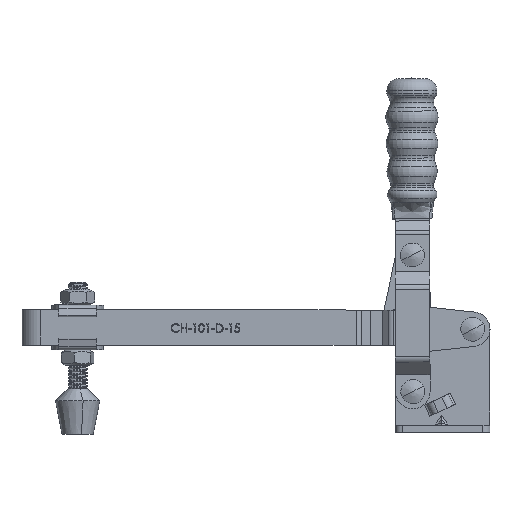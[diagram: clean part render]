
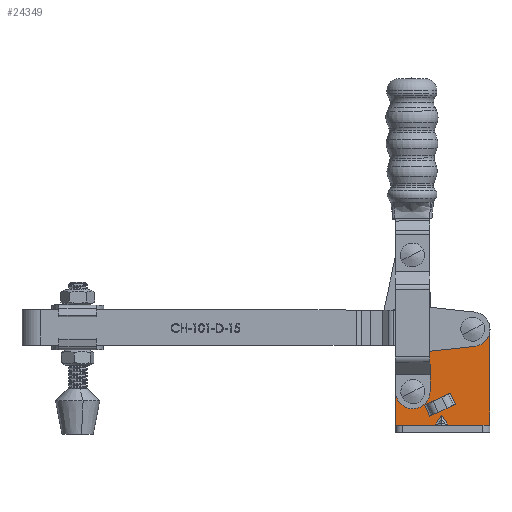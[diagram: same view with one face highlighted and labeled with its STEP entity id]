
A CAD part, top view. The second image highlights one B-rep face of the part: STEP entity #24349.
In plain terms, the highlighted planar face has unit normal (0, 0, 1).
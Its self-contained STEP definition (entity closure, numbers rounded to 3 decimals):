
#5639 = CARTESIAN_POINT ( 'NONE',  ( -4., 43., 3. ) ) ;
#5640 = CARTESIAN_POINT ( 'NONE',  ( -10.4, 43., 3. ) ) ;
#5641 = DIRECTION ( 'NONE',  ( 1., 0., 0. ) ) ;
#5642 = DIRECTION ( 'NONE',  ( 0., 0., 1. ) ) ;
#5643 = CARTESIAN_POINT ( 'NONE',  ( -7.2, 43., 3. ) ) ;
#5644 = AXIS2_PLACEMENT_3D ( 'NONE', #5643, #5642, #5641 ) ;
#5645 = CIRCLE ( 'NONE', #5644, 3.2 ) ;
#5670 = CARTESIAN_POINT ( 'NONE',  ( -29., 17., 3. ) ) ;
#5671 = CARTESIAN_POINT ( 'NONE',  ( -35.4, 17., 3. ) ) ;
#5672 = DIRECTION ( 'NONE',  ( 1., 0., 0. ) ) ;
#5673 = DIRECTION ( 'NONE',  ( 0., 0., 1. ) ) ;
#5674 = CARTESIAN_POINT ( 'NONE',  ( -32.2, 17., 3. ) ) ;
#5675 = AXIS2_PLACEMENT_3D ( 'NONE', #5674, #5673, #5672 ) ;
#5676 = CIRCLE ( 'NONE', #5675, 3.2 ) ;
#5679 = CARTESIAN_POINT ( 'NONE',  ( -39.4, 3., 3. ) ) ;
#5680 = CARTESIAN_POINT ( 'NONE',  ( -23.028, 3., 3. ) ) ;
#5681 = DIRECTION ( 'NONE',  ( -1., 0., 0. ) ) ;
#5682 = VECTOR ( 'NONE', #5681, 1000. ) ;
#5683 = CARTESIAN_POINT ( 'NONE',  ( 0., 3., 3. ) ) ;
#5684 = LINE ( 'NONE', #5683, #5682 ) ;
#5685 = DIRECTION ( 'NONE',  ( 1., 0., 0. ) ) ;
#5686 = DIRECTION ( 'NONE',  ( 0., 0., 1. ) ) ;
#5687 = CARTESIAN_POINT ( 'NONE',  ( -7.2, 43., 3. ) ) ;
#5688 = AXIS2_PLACEMENT_3D ( 'NONE', #5687, #5686, #5685 ) ;
#5689 = CIRCLE ( 'NONE', #5688, 3.2 ) ;
#5690 = DIRECTION ( 'NONE',  ( 0., -1., 0. ) ) ;
#5691 = VECTOR ( 'NONE', #5690, 1000. ) ;
#5692 = CARTESIAN_POINT ( 'NONE',  ( -39.4, 0., 3. ) ) ;
#5693 = LINE ( 'NONE', #5692, #5691 ) ;
#5694 = CARTESIAN_POINT ( 'NONE',  ( -39.4, 17., 3. ) ) ;
#5695 = DIRECTION ( 'NONE',  ( 1., 0., 0. ) ) ;
#5696 = DIRECTION ( 'NONE',  ( 0., 0., 1. ) ) ;
#5697 = CARTESIAN_POINT ( 'NONE',  ( -32.2, 17., 3. ) ) ;
#5698 = AXIS2_PLACEMENT_3D ( 'NONE', #5697, #5696, #5695 ) ;
#5699 = CIRCLE ( 'NONE', #5698, 7.2 ) ;
#5700 = CARTESIAN_POINT ( 'NONE',  ( -37.39, 21.99, 3. ) ) ;
#5701 = DIRECTION ( 'NONE',  ( -0.693, -0.721, 0. ) ) ;
#5702 = VECTOR ( 'NONE', #5701, 1000. ) ;
#5703 = CARTESIAN_POINT ( 'NONE',  ( -37.39, 21.99, 3. ) ) ;
#5704 = LINE ( 'NONE', #5703, #5702 ) ;
#5709 = CARTESIAN_POINT ( 'NONE',  ( -12.39, 47.99, 3. ) ) ;
#5710 = CARTESIAN_POINT ( 'NONE',  ( -7.2, 43., 3. ) ) ;
#5711 = PLANE ( 'NONE',  #5771 ) ;
#5712 = FACE_BOUND ( 'NONE', #24326, .T. ) ;
#5713 = FACE_OUTER_BOUND ( 'NONE', #24329, .T. ) ;
#5714 = FACE_BOUND ( 'NONE', #24354, .T. ) ;
#5715 = FACE_BOUND ( 'NONE', #24350, .T. ) ;
#5730 = CARTESIAN_POINT ( 'NONE',  ( 0., 3., 3. ) ) ;
#5731 = DIRECTION ( 'NONE',  ( -1., 0., 0. ) ) ;
#5732 = VECTOR ( 'NONE', #5731, 1000. ) ;
#5733 = CARTESIAN_POINT ( 'NONE',  ( 0., 3., 3. ) ) ;
#5734 = LINE ( 'NONE', #5733, #5732 ) ;
#5735 = CARTESIAN_POINT ( 'NONE',  ( -17.372, 3., 3. ) ) ;
#5736 = DIRECTION ( 'NONE',  ( 0.577, -0.816, 0. ) ) ;
#5737 = VECTOR ( 'NONE', #5736, 1000. ) ;
#5738 = CARTESIAN_POINT ( 'NONE',  ( -18.229, 4.212, 3. ) ) ;
#5739 = LINE ( 'NONE', #5738, #5737 ) ;
#5740 = CARTESIAN_POINT ( 'NONE',  ( -20.2, 7., 3. ) ) ;
#5741 = DIRECTION ( 'NONE',  ( 0.577, 0.816, 0. ) ) ;
#5742 = VECTOR ( 'NONE', #5741, 1000. ) ;
#5743 = CARTESIAN_POINT ( 'NONE',  ( -20.671, 6.333, 3. ) ) ;
#5744 = LINE ( 'NONE', #5743, #5742 ) ;
#5765 = DIRECTION ( 'NONE',  ( 1., 0., 0. ) ) ;
#5766 = DIRECTION ( 'NONE',  ( 0., 0., 1. ) ) ;
#5767 = CARTESIAN_POINT ( 'NONE',  ( -32.2, 17., 3. ) ) ;
#5768 = AXIS2_PLACEMENT_3D ( 'NONE', #5767, #5766, #5765 ) ;
#5769 = DIRECTION ( 'NONE',  ( 1., 0., 0. ) ) ;
#5770 = DIRECTION ( 'NONE',  ( 0., 0., 1. ) ) ;
#5771 = AXIS2_PLACEMENT_3D ( 'NONE', #5710, #5770, #5769 ) ;
#5772 = CIRCLE ( 'NONE', #5768, 3.2 ) ;
#5806 = DIRECTION ( 'NONE',  ( -0.423, 0.906, 0. ) ) ;
#5807 = VECTOR ( 'NONE', #5806, 1000. ) ;
#5808 = CARTESIAN_POINT ( 'NONE',  ( -27.229, 11.374, 3. ) ) ;
#5809 = LINE ( 'NONE', #5808, #5807 ) ;
#5810 = CARTESIAN_POINT ( 'NONE',  ( -25.088, 6.781, 3. ) ) ;
#5811 = DIRECTION ( 'NONE',  ( 0.906, 0.423, 0. ) ) ;
#5812 = VECTOR ( 'NONE', #5811, 1000. ) ;
#5813 = CARTESIAN_POINT ( 'NONE',  ( -15.181, 11.401, 3. ) ) ;
#5814 = LINE ( 'NONE', #5813, #5812 ) ;
#5815 = CARTESIAN_POINT ( 'NONE',  ( -14.39, 11.77, 3. ) ) ;
#5816 = DIRECTION ( 'NONE',  ( 0.423, -0.906, 0. ) ) ;
#5817 = VECTOR ( 'NONE', #5816, 1000. ) ;
#5818 = CARTESIAN_POINT ( 'NONE',  ( -14.39, 11.77, 3. ) ) ;
#5819 = LINE ( 'NONE', #5818, #5817 ) ;
#5820 = CARTESIAN_POINT ( 'NONE',  ( -27.229, 11.374, 3. ) ) ;
#5821 = CARTESIAN_POINT ( 'NONE',  ( -16.531, 16.362, 3. ) ) ;
#5822 = DIRECTION ( 'NONE',  ( -0.906, -0.423, 0. ) ) ;
#5823 = VECTOR ( 'NONE', #5822, 1000. ) ;
#5824 = CARTESIAN_POINT ( 'NONE',  ( -26.438, 11.742, 3. ) ) ;
#5828 = LINE ( 'NONE', #5824, #5823 ) ;
#5853 = DIRECTION ( 'NONE',  ( 1., 0., 0. ) ) ;
#5854 = DIRECTION ( 'NONE',  ( 0., 0., 1. ) ) ;
#5855 = CARTESIAN_POINT ( 'NONE',  ( -7.2, 43., 3. ) ) ;
#5856 = AXIS2_PLACEMENT_3D ( 'NONE', #5855, #5854, #5853 ) ;
#5857 = CIRCLE ( 'NONE', #5856, 7.2 ) ;
#5858 = CARTESIAN_POINT ( 'NONE',  ( 0., 43., 3. ) ) ;
#5859 = DIRECTION ( 'NONE',  ( 0., 1., 0. ) ) ;
#5860 = VECTOR ( 'NONE', #5859, 1000. ) ;
#5861 = CARTESIAN_POINT ( 'NONE',  ( 0., 0., 3. ) ) ;
#5862 = LINE ( 'NONE', #5861, #5860 ) ;
#24282 = EDGE_CURVE ( 'NONE', #24283, #24284, #5645, .T. ) ;
#24283 = VERTEX_POINT ( 'NONE', #5640 ) ;
#24284 = VERTEX_POINT ( 'NONE', #5639 ) ;
#24300 = EDGE_CURVE ( 'NONE', #24301, #24302, #5676, .T. ) ;
#24301 = VERTEX_POINT ( 'NONE', #5671 ) ;
#24302 = VERTEX_POINT ( 'NONE', #5670 ) ;
#24317 = VERTEX_POINT ( 'NONE', #5709 ) ;
#24318 = ORIENTED_EDGE ( 'NONE', *, *, #24319, .T. ) ;
#24319 = EDGE_CURVE ( 'NONE', #24317, #24320, #5704, .T. ) ;
#24320 = VERTEX_POINT ( 'NONE', #5700 ) ;
#24321 = ORIENTED_EDGE ( 'NONE', *, *, #24322, .T. ) ;
#24322 = EDGE_CURVE ( 'NONE', #24320, #24323, #5699, .T. ) ;
#24323 = VERTEX_POINT ( 'NONE', #5694 ) ;
#24324 = ORIENTED_EDGE ( 'NONE', *, *, #24325, .T. ) ;
#24325 = EDGE_CURVE ( 'NONE', #24323, #24333, #5693, .T. ) ;
#24326 = EDGE_LOOP ( 'NONE', ( #24385, #24389, #24392, #24395 ) ) ;
#24327 = ORIENTED_EDGE ( 'NONE', *, *, #24328, .F. ) ;
#24328 = EDGE_CURVE ( 'NONE', #24284, #24283, #5689, .T. ) ;
#24329 = EDGE_LOOP ( 'NONE', ( #24330, #24334, #24337, #24340, #24399, #24402, #24318, #24321, #24324 ) ) ;
#24330 = ORIENTED_EDGE ( 'NONE', *, *, #24331, .F. ) ;
#24331 = EDGE_CURVE ( 'NONE', #24332, #24333, #5684, .T. ) ;
#24332 = VERTEX_POINT ( 'NONE', #5680 ) ;
#24333 = VERTEX_POINT ( 'NONE', #5679 ) ;
#24334 = ORIENTED_EDGE ( 'NONE', *, *, #24335, .T. ) ;
#24335 = EDGE_CURVE ( 'NONE', #24332, #24336, #5744, .T. ) ;
#24336 = VERTEX_POINT ( 'NONE', #5740 ) ;
#24337 = ORIENTED_EDGE ( 'NONE', *, *, #24338, .T. ) ;
#24338 = EDGE_CURVE ( 'NONE', #24336, #24339, #5739, .T. ) ;
#24339 = VERTEX_POINT ( 'NONE', #5735 ) ;
#24340 = ORIENTED_EDGE ( 'NONE', *, *, #24341, .F. ) ;
#24341 = EDGE_CURVE ( 'NONE', #24342, #24339, #5734, .T. ) ;
#24342 = VERTEX_POINT ( 'NONE', #5730 ) ;
#24349 = ADVANCED_FACE ( 'NONE', ( #5715, #5714, #5713, #5712 ), #5711, .T. ) ;
#24350 = EDGE_LOOP ( 'NONE', ( #24351, #24352 ) ) ;
#24351 = ORIENTED_EDGE ( 'NONE', *, *, #24300, .F. ) ;
#24352 = ORIENTED_EDGE ( 'NONE', *, *, #24353, .F. ) ;
#24353 = EDGE_CURVE ( 'NONE', #24302, #24301, #5772, .T. ) ;
#24354 = EDGE_LOOP ( 'NONE', ( #24355, #24327 ) ) ;
#24355 = ORIENTED_EDGE ( 'NONE', *, *, #24282, .F. ) ;
#24385 = ORIENTED_EDGE ( 'NONE', *, *, #24386, .F. ) ;
#24386 = EDGE_CURVE ( 'NONE', #24387, #24388, #5828, .T. ) ;
#24387 = VERTEX_POINT ( 'NONE', #5821 ) ;
#24388 = VERTEX_POINT ( 'NONE', #5820 ) ;
#24389 = ORIENTED_EDGE ( 'NONE', *, *, #24390, .T. ) ;
#24390 = EDGE_CURVE ( 'NONE', #24387, #24391, #5819, .T. ) ;
#24391 = VERTEX_POINT ( 'NONE', #5815 ) ;
#24392 = ORIENTED_EDGE ( 'NONE', *, *, #24393, .F. ) ;
#24393 = EDGE_CURVE ( 'NONE', #24394, #24391, #5814, .T. ) ;
#24394 = VERTEX_POINT ( 'NONE', #5810 ) ;
#24395 = ORIENTED_EDGE ( 'NONE', *, *, #24396, .T. ) ;
#24396 = EDGE_CURVE ( 'NONE', #24394, #24388, #5809, .T. ) ;
#24399 = ORIENTED_EDGE ( 'NONE', *, *, #24400, .T. ) ;
#24400 = EDGE_CURVE ( 'NONE', #24342, #24401, #5862, .T. ) ;
#24401 = VERTEX_POINT ( 'NONE', #5858 ) ;
#24402 = ORIENTED_EDGE ( 'NONE', *, *, #24403, .T. ) ;
#24403 = EDGE_CURVE ( 'NONE', #24401, #24317, #5857, .T. ) ;
